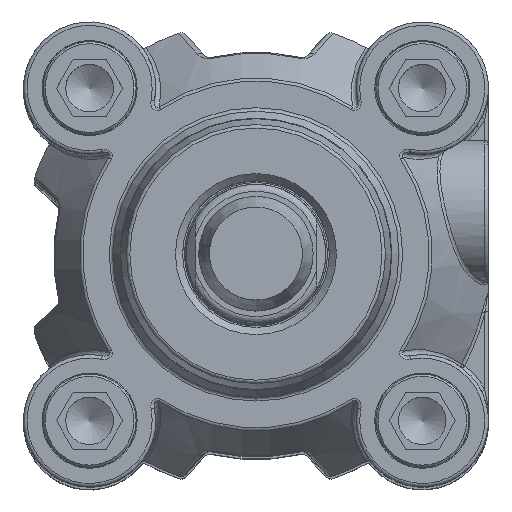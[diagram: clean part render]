
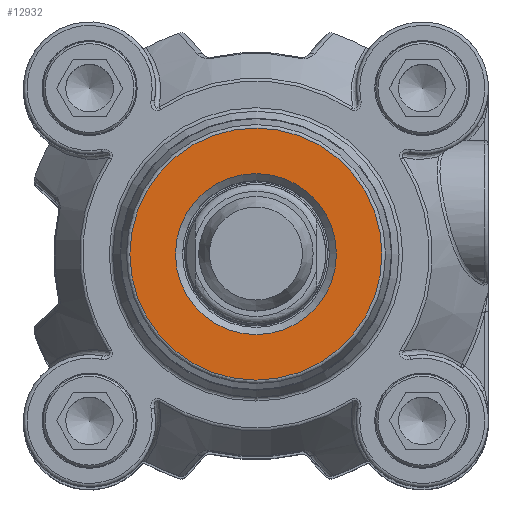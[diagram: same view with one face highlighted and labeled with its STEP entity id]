
A CAD part, top view. The second image highlights one B-rep face of the part: STEP entity #12932.
In plain terms, the highlighted planar face has unit normal (0, 0, 1).
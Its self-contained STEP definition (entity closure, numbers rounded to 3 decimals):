
#12881=CARTESIAN_POINT('',(11.25,0.,153.5));
#12882=VERTEX_POINT('',#12881);
#12883=CARTESIAN_POINT('',(0.0,0.0,153.5));
#12884=DIRECTION('',(0.0,0.0,1.0));
#12885=DIRECTION('',(-1.0,0.0,0.0));
#12886=AXIS2_PLACEMENT_3D('',#12883,#12884,#12885);
#12887=CIRCLE('',#12886,11.25);
#12888=EDGE_CURVE('',#12882,#12882,#12887,.T.);
#12913=CARTESIAN_POINT('',(8.808,0.0,153.5));
#12914=DIRECTION('',(0.0,0.0,1.0));
#12915=DIRECTION('',(1.0,0.0,0.0));
#12916=AXIS2_PLACEMENT_3D('',#12913,#12914,#12915);
#12917=PLANE('',#12916);
#12918=CARTESIAN_POINT('',(17.616,0.0,153.5));
#12919=VERTEX_POINT('',#12918);
#12920=CARTESIAN_POINT('',(0.0,0.0,153.5));
#12921=DIRECTION('',(0.0,0.0,1.0));
#12922=DIRECTION('',(1.0,0.0,0.0));
#12923=AXIS2_PLACEMENT_3D('',#12920,#12921,#12922);
#12924=CIRCLE('',#12923,17.616);
#12925=EDGE_CURVE('',#12919,#12919,#12924,.T.);
#12926=ORIENTED_EDGE('',*,*,#12925,.T.);
#12927=EDGE_LOOP('',(#12926));
#12928=FACE_OUTER_BOUND('',#12927,.T.);
#12929=ORIENTED_EDGE('',*,*,#12888,.F.);
#12930=EDGE_LOOP('',(#12929));
#12931=FACE_BOUND('',#12930,.T.);
#12932=ADVANCED_FACE('',(#12928,#12931),#12917,.T.);
